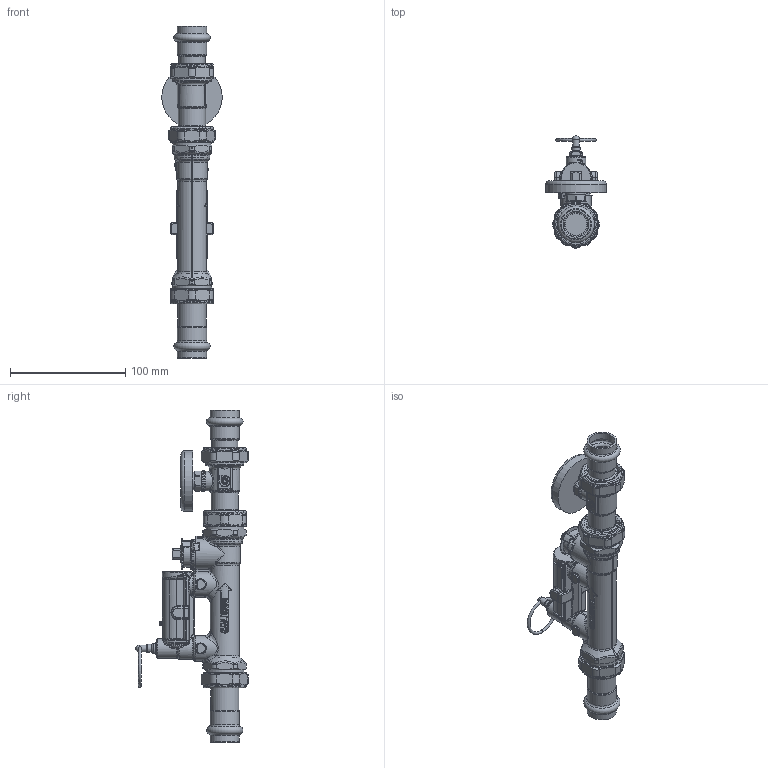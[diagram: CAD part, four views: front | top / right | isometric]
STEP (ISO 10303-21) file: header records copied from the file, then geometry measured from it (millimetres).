
FILE_DESCRIPTION(/* description */ (''),/* implementation_level */ '2;1');
FILE_NAME(/* name */ '132557AFC.stp',/* time_stamp */ '2025-07-15T13:13:11-05:00',/* author */ ('ischreiner'),/* organization */ (''),/* preprocessor_version */ 'ST-DEVELOPER v20',/* originating_system */ 'Autodesk Inventor 2025',/* authorisation */ '');
FILE_SCHEMA (('AUTOMOTIVE_DESIGN { 1 0 10303 214 3 1 1 }'));
Length unit declared in the file: inch
Products named in the file (6): 132557AFC; 132637 - TST; F0000698 1 inch slip nut; NA10419 copper tailpiece; NA10744 press tailpiece 0.75 inch; NA10358_Simplify_1
Assembly tree (6 placements, depth 2):
  132557AFC
    132637 - TST
    F0000698 1 inch slip nut  x2
    NA10419 copper tailpiece
    NA10744 press tailpiece 0.75 inch
    NA10358_Simplify_1
Bounding box: 52.32 x 97.4 x 287.68 mm (x, y, z)
Volume: 250168.1 mm3; surface area: 78327.1 mm2
Topology: 12 solids, 12 shells, 2494 faces, 5848 edges, 3267 vertices
Faces by surface type: bspline 1127, cylinder 571, plane 356, torus 155, sphere 153, cone 132
Full cylindrical faces by diameter (mm): 2.5 x1, 3 x1, 3.1 x1, 3.3 x1, 4.1 x1, 4.2 x1, 6 x2, 7 x1, 9.017 x1, 11.176 x1, 11.227 x1, 12.954 x1, 13.6 x1, 14.5 x1, 15.24 x1, 15.875 x1, 17 x2, 18 x1, 18.009 x1, 19.05 x1, 20.091 x2, 20.625 x1, 22 x1, 22.352 x2, 22.504 x2, 22.7 x2, 22.86 x1, 23.5 x1, 24 x1, 24.2 x1
Entity records: 147933 total; most frequent: CARTESIAN_POINT 98373, ORIENTED_EDGE 10856, DIRECTION 9055, EDGE_CURVE 5428, AXIS2_PLACEMENT_3D 3936, VERTEX_POINT 3118, EDGE_LOOP 2452, FACE_OUTER_BOUND 2383
